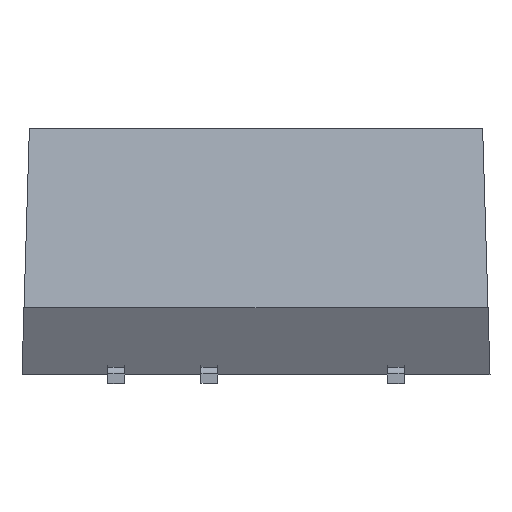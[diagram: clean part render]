
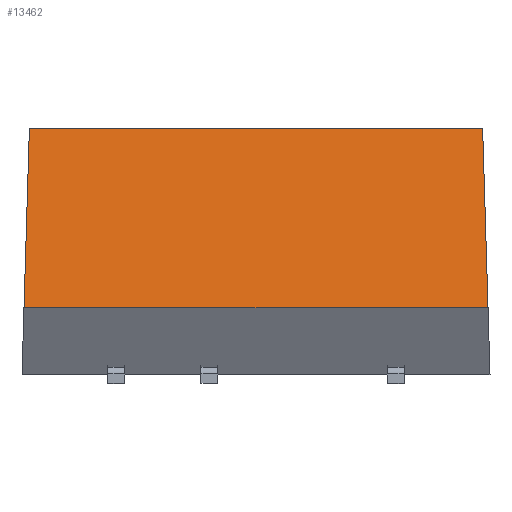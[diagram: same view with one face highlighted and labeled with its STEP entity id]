
A CAD part, top view. The second image highlights one B-rep face of the part: STEP entity #13462.
In plain terms, the highlighted planar face has unit normal (0, 0.163, 0.987).
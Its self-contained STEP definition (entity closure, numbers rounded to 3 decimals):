
#10135 = PLANE('',#10136);
#10136 = AXIS2_PLACEMENT_3D('',#10137,#10138,#10139);
#10137 = CARTESIAN_POINT('',(6.375,6.7,0.));
#10138 = DIRECTION('',(0.,1.,0.));
#10139 = DIRECTION('',(-1.,0.,0.));
#10840 = VERTEX_POINT('',#10841);
#10841 = CARTESIAN_POINT('',(-6.174,6.7,4.542));
#10857 = PLANE('',#10858);
#10858 = AXIS2_PLACEMENT_3D('',#10859,#10860,#10861);
#10859 = CARTESIAN_POINT('',(-6.174,6.697,0.));
#10860 = DIRECTION('',(-1.,0.03,0.));
#10861 = DIRECTION('',(-0.03,-1.,0.));
#10869 = EDGE_CURVE('',#10870,#10840,#10872,.T.);
#10870 = VERTEX_POINT('',#10871);
#10871 = CARTESIAN_POINT('',(6.174,6.7,4.542));
#10872 = SURFACE_CURVE('',#10873,(#10877,#10884),.PCURVE_S1.);
#10873 = LINE('',#10874,#10875);
#10874 = CARTESIAN_POINT('',(3.188,6.7,4.542));
#10875 = VECTOR('',#10876,1.);
#10876 = DIRECTION('',(-1.,0.,0.));
#10877 = PCURVE('',#10135,#10878);
#10878 = DEFINITIONAL_REPRESENTATION('',(#10879),#10883);
#10879 = LINE('',#10880,#10881);
#10880 = CARTESIAN_POINT('',(3.188,4.542));
#10881 = VECTOR('',#10882,1.);
#10882 = DIRECTION('',(1.,0.));
#10883 = ( GEOMETRIC_REPRESENTATION_CONTEXT(2) 
PARAMETRIC_REPRESENTATION_CONTEXT() REPRESENTATION_CONTEXT('2D SPACE',''
  ) );
#10884 = PCURVE('',#10885,#10890);
#10885 = PLANE('',#10886);
#10886 = AXIS2_PLACEMENT_3D('',#10887,#10888,#10889);
#10887 = CARTESIAN_POINT('',(0.,3.622,
    5.049));
#10888 = DIRECTION('',(0.,0.163,0.987));
#10889 = DIRECTION('',(1.,0.,-0.));
#10890 = DEFINITIONAL_REPRESENTATION('',(#10891),#10895);
#10891 = LINE('',#10892,#10893);
#10892 = CARTESIAN_POINT('',(3.188,3.119));
#10893 = VECTOR('',#10894,1.);
#10894 = DIRECTION('',(-1.,0.));
#10895 = ( GEOMETRIC_REPRESENTATION_CONTEXT(2) 
PARAMETRIC_REPRESENTATION_CONTEXT() REPRESENTATION_CONTEXT('2D SPACE',''
  ) );
#10913 = PLANE('',#10914);
#10914 = AXIS2_PLACEMENT_3D('',#10915,#10916,#10917);
#10915 = CARTESIAN_POINT('',(6.375,0.,0.));
#10916 = DIRECTION('',(1.,0.03,0.));
#10917 = DIRECTION('',(-0.03,1.,0.));
#11262 = PLANE('',#11263);
#11263 = AXIS2_PLACEMENT_3D('',#11264,#11265,#11266);
#11264 = CARTESIAN_POINT('',(-5.955,1.8,0.));
#11265 = DIRECTION('',(0.,-1.,0.));
#11266 = DIRECTION('',(1.,0.,0.));
#11396 = VERTEX_POINT('',#11397);
#11397 = CARTESIAN_POINT('',(6.321,1.8,5.35));
#11418 = EDGE_CURVE('',#11419,#11396,#11421,.T.);
#11419 = VERTEX_POINT('',#11420);
#11420 = CARTESIAN_POINT('',(-6.321,1.8,5.35));
#11421 = SURFACE_CURVE('',#11422,(#11426,#11433),.PCURVE_S1.);
#11422 = LINE('',#11423,#11424);
#11423 = CARTESIAN_POINT('',(0.,1.8,5.35));
#11424 = VECTOR('',#11425,1.);
#11425 = DIRECTION('',(1.,0.,0.));
#11426 = PCURVE('',#11262,#11427);
#11427 = DEFINITIONAL_REPRESENTATION('',(#11428),#11432);
#11428 = LINE('',#11429,#11430);
#11429 = CARTESIAN_POINT('',(5.955,5.35));
#11430 = VECTOR('',#11431,1.);
#11431 = DIRECTION('',(1.,0.));
#11432 = ( GEOMETRIC_REPRESENTATION_CONTEXT(2) 
PARAMETRIC_REPRESENTATION_CONTEXT() REPRESENTATION_CONTEXT('2D SPACE',''
  ) );
#11433 = PCURVE('',#10885,#11434);
#11434 = DEFINITIONAL_REPRESENTATION('',(#11435),#11439);
#11435 = LINE('',#11436,#11437);
#11436 = CARTESIAN_POINT('',(0.,-1.847));
#11437 = VECTOR('',#11438,1.);
#11438 = DIRECTION('',(1.,0.));
#11439 = ( GEOMETRIC_REPRESENTATION_CONTEXT(2) 
PARAMETRIC_REPRESENTATION_CONTEXT() REPRESENTATION_CONTEXT('2D SPACE',''
  ) );
#13294 = EDGE_CURVE('',#10870,#11396,#13295,.T.);
#13295 = SURFACE_CURVE('',#13296,(#13300,#13307),.PCURVE_S1.);
#13296 = LINE('',#13297,#13298);
#13297 = CARTESIAN_POINT('',(6.304,2.356,
    5.258));
#13298 = VECTOR('',#13299,1.);
#13299 = DIRECTION('',(0.03,-0.986,0.163
    ));
#13300 = PCURVE('',#10913,#13301);
#13301 = DEFINITIONAL_REPRESENTATION('',(#13302),#13306);
#13302 = LINE('',#13303,#13304);
#13303 = CARTESIAN_POINT('',(2.357,5.258));
#13304 = VECTOR('',#13305,1.);
#13305 = DIRECTION('',(-0.987,0.163));
#13306 = ( GEOMETRIC_REPRESENTATION_CONTEXT(2) 
PARAMETRIC_REPRESENTATION_CONTEXT() REPRESENTATION_CONTEXT('2D SPACE',''
  ) );
#13307 = PCURVE('',#10885,#13308);
#13308 = DEFINITIONAL_REPRESENTATION('',(#13309),#13313);
#13309 = LINE('',#13310,#13311);
#13310 = CARTESIAN_POINT('',(6.304,-1.284));
#13311 = VECTOR('',#13312,1.);
#13312 = DIRECTION('',(0.03,-1.));
#13313 = ( GEOMETRIC_REPRESENTATION_CONTEXT(2) 
PARAMETRIC_REPRESENTATION_CONTEXT() REPRESENTATION_CONTEXT('2D SPACE',''
  ) );
#13410 = EDGE_CURVE('',#11419,#10840,#13411,.T.);
#13411 = SURFACE_CURVE('',#13412,(#13416,#13423),.PCURVE_S1.);
#13412 = LINE('',#13413,#13414);
#13413 = CARTESIAN_POINT('',(-6.207,5.615,
    4.72));
#13414 = VECTOR('',#13415,1.);
#13415 = DIRECTION('',(0.03,0.986,-0.163
    ));
#13416 = PCURVE('',#10857,#13417);
#13417 = DEFINITIONAL_REPRESENTATION('',(#13418),#13422);
#13418 = LINE('',#13419,#13420);
#13419 = CARTESIAN_POINT('',(1.082,4.72));
#13420 = VECTOR('',#13421,1.);
#13421 = DIRECTION('',(-0.987,-0.163));
#13422 = ( GEOMETRIC_REPRESENTATION_CONTEXT(2) 
PARAMETRIC_REPRESENTATION_CONTEXT() REPRESENTATION_CONTEXT('2D SPACE',''
  ) );
#13423 = PCURVE('',#10885,#13424);
#13424 = DEFINITIONAL_REPRESENTATION('',(#13425),#13429);
#13425 = LINE('',#13426,#13427);
#13426 = CARTESIAN_POINT('',(-6.207,2.02));
#13427 = VECTOR('',#13428,1.);
#13428 = DIRECTION('',(0.03,1.));
#13429 = ( GEOMETRIC_REPRESENTATION_CONTEXT(2) 
PARAMETRIC_REPRESENTATION_CONTEXT() REPRESENTATION_CONTEXT('2D SPACE',''
  ) );
#13462 = ADVANCED_FACE('',(#13463),#10885,.T.);
#13463 = FACE_BOUND('',#13464,.T.);
#13464 = EDGE_LOOP('',(#13465,#13466,#13467,#13468));
#13465 = ORIENTED_EDGE('',*,*,#11418,.T.);
#13466 = ORIENTED_EDGE('',*,*,#13294,.F.);
#13467 = ORIENTED_EDGE('',*,*,#10869,.T.);
#13468 = ORIENTED_EDGE('',*,*,#13410,.F.);
